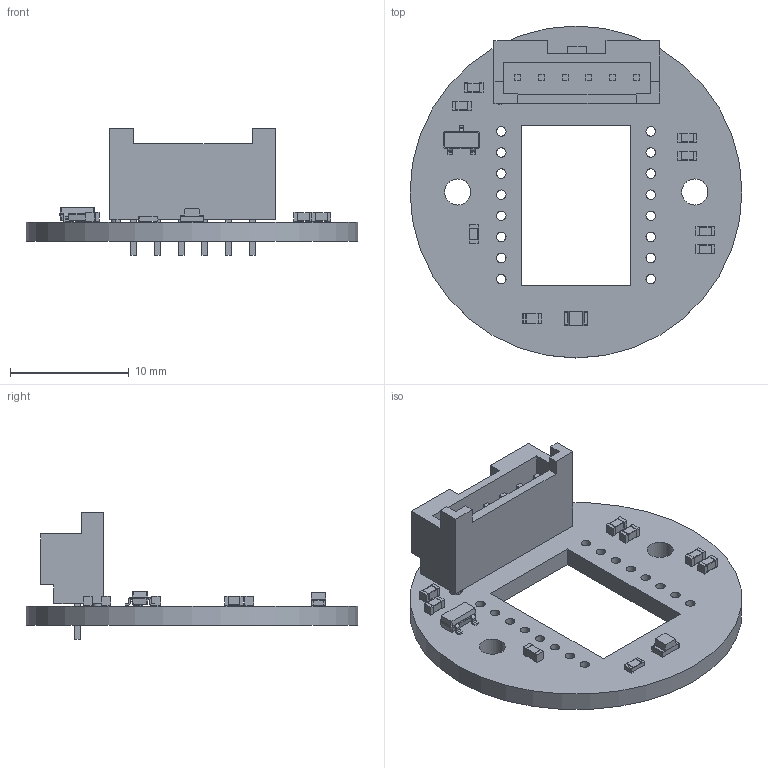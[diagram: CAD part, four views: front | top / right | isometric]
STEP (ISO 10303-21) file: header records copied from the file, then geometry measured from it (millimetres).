
FILE_DESCRIPTION(('KiCad electronic assembly'),'2;1');
FILE_NAME('module-optique.step','2023-09-20T20:21:42',('Pcbnew'),( 'Kicad'),'Open CASCADE STEP processor 7.6','KiCad to STEP converter' ,'Unknown');
FILE_SCHEMA(('AUTOMOTIVE_DESIGN { 1 0 10303 214 1 1 1 1 }'));
Length unit declared in the file: millimetre
Products named in the file (12): module-optique 1; R_0603_1608Metric; SOLID; C_0603_1608Metric; SOT-23; B06B-PASK-1; LED_0805_2012Metric; _autosave-module-optique PCB
Assembly tree (17 placements, depth 3):
  module-optique 1
    R_0603_1608Metric
      SOLID
    C_0603_1608Metric  x7
      SOLID
    SOT-23
      SOLID
    B06B-PASK-1
      SOLID
    LED_0805_2012Metric
      SOLID
    _autosave-module-optique PCB
Bounding box: 28 x 28 x 10.7 mm (x, y, z)
Volume: 1050.9 mm3; surface area: 1962.3 mm2
Topology: 12 solids, 12 shells, 472 faces, 1203 edges, 784 vertices
Faces by surface type: plane 305, cylinder 140, bspline 27
Full cylindrical faces by diameter (mm): 0.7 x6, 0.8 x16, 1.1 x1, 2.2 x2, 28 x1
Entity records: 21086 total; most frequent: CARTESIAN_POINT 3687, DIRECTION 2905, LINE 1955, VECTOR 1955, ORIENTED_EDGE 1542, PCURVE 1542, DEFINITIONAL_REPRESENTATION 1542, EDGE_CURVE 771
